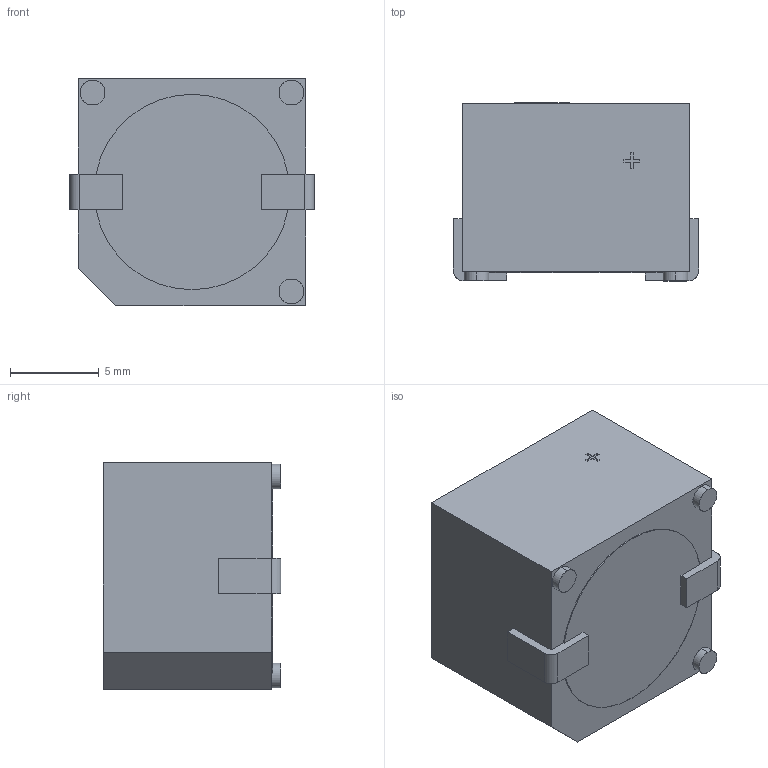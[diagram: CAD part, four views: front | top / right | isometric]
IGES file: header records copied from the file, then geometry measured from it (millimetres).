
Start section: SolidWorks IGES file using analytic representation for surfaces
Global section: file name: WST-1310S-1.IGS; native system: SolidWorks 2013; preprocessor: SolidWorks 2013; author: Gem; date: 161114.135815; units: millimetre
Bounding box: 13.8 x 10.01 x 12.8 mm (x, y, z)
Surface area: 869.3 mm2 (no closed solid volume)
Topology: 0 solids, 0 shells, 59 faces, 598 edges, 598 vertices
Faces by surface type: bspline 40, revolution 19
